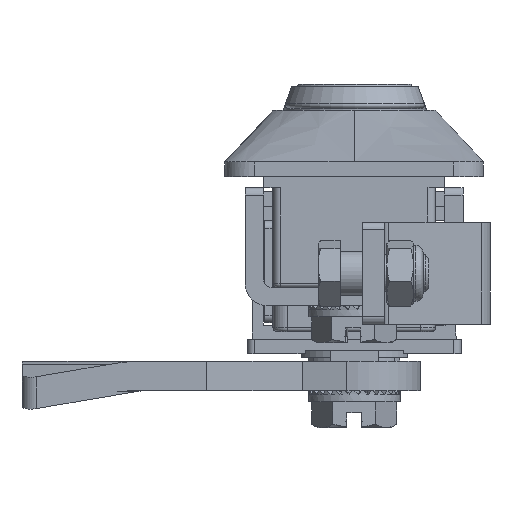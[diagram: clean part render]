
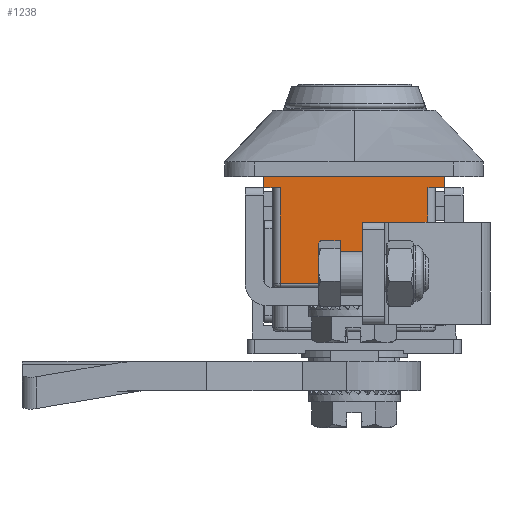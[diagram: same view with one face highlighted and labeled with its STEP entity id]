
A CAD part, left-side view. The second image highlights one B-rep face of the part: STEP entity #1238.
In plain terms, the highlighted planar face has unit normal (-1, 0, 0).
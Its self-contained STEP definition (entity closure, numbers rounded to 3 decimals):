
#1238=ADVANCED_FACE('',(#2920),#2921,.T.);
#2920=FACE_OUTER_BOUND('',#6561,.T.);
#2921=PLANE('',#6562);
#6561=EDGE_LOOP('',(#14109,#14110,#14111,#14112,#14113,#14114,#14115,#14116));
#6562=AXIS2_PLACEMENT_3D('',#14117,#14118,#14119);
#14109=ORIENTED_EDGE('',*,*,#25271,.T.);
#14110=ORIENTED_EDGE('',*,*,#25536,.T.);
#14111=ORIENTED_EDGE('',*,*,#25273,.T.);
#14112=ORIENTED_EDGE('',*,*,#25530,.F.);
#14113=ORIENTED_EDGE('',*,*,#25532,.F.);
#14114=ORIENTED_EDGE('',*,*,#25333,.F.);
#14115=ORIENTED_EDGE('',*,*,#25526,.T.);
#14116=ORIENTED_EDGE('',*,*,#25522,.F.);
#14117=CARTESIAN_POINT('',(-73.75,-11.0,145.625));
#14118=DIRECTION('',(-1.0,0.,0.0));
#14119=DIRECTION('',(0.,-1.0,0.0));
#25271=EDGE_CURVE('',#29294,#29292,#29295,.T.);
#25273=EDGE_CURVE('',#29297,#29298,#29299,.F.);
#25333=EDGE_CURVE('',#29393,#29396,#29397,.T.);
#25522=EDGE_CURVE('',#29294,#29713,#29714,.T.);
#25526=EDGE_CURVE('',#29393,#29713,#29719,.T.);
#25530=EDGE_CURVE('',#29724,#29298,#29726,.T.);
#25532=EDGE_CURVE('',#29396,#29724,#29728,.T.);
#25536=EDGE_CURVE('',#29292,#29297,#29732,.F.);
#29292=VERTEX_POINT('',#35946);
#29294=VERTEX_POINT('',#35948);
#29295=LINE('',#35949,#35950);
#29297=VERTEX_POINT('',#35952);
#29298=VERTEX_POINT('',#35953);
#29299=LINE('',#35954,#35955);
#29393=VERTEX_POINT('',#36286);
#29396=VERTEX_POINT('',#36290);
#29397=LINE('',#36291,#36292);
#29713=VERTEX_POINT('',#37048);
#29714=LINE('',#37049,#37050);
#29719=LINE('',#37058,#37059);
#29724=VERTEX_POINT('',#37066);
#29726=LINE('',#37069,#37070);
#29728=LINE('',#37073,#37074);
#29732=LINE('',#37079,#37080);
#35946=CARTESIAN_POINT('',(-73.75,10.0,-14.5));
#35948=CARTESIAN_POINT('',(-73.75,10.0,-1.5));
#35949=CARTESIAN_POINT('',(-73.75,10.0,145.625));
#35950=VECTOR('',#47777,1.0);
#35952=CARTESIAN_POINT('',(-73.75,-10.0,-14.5));
#35953=CARTESIAN_POINT('',(-73.75,-10.0,-1.5));
#35954=CARTESIAN_POINT('',(-73.75,-10.0,145.625));
#35955=VECTOR('',#47781,1.0);
#36286=CARTESIAN_POINT('',(-73.75,12.25,0.0));
#36290=CARTESIAN_POINT('',(-73.75,-12.25,0.0));
#36291=CARTESIAN_POINT('',(-73.75,13.5,0.0));
#36292=VECTOR('',#47906,1.0);
#37048=CARTESIAN_POINT('',(-73.75,12.25,-1.5));
#37049=CARTESIAN_POINT('',(-73.75,-12.25,-1.5));
#37050=VECTOR('',#48165,1.0);
#37058=CARTESIAN_POINT('',(-73.75,12.25,331.751));
#37059=VECTOR('',#48169,1.0);
#37066=CARTESIAN_POINT('',(-73.75,-12.25,-1.5));
#37069=CARTESIAN_POINT('',(-73.75,-12.25,-1.5));
#37070=VECTOR('',#48173,1.0);
#37073=CARTESIAN_POINT('',(-73.75,-12.25,331.751));
#37074=VECTOR('',#48175,1.0);
#37079=CARTESIAN_POINT('',(-73.75,-11.0,-14.5));
#37080=VECTOR('',#48183,1.0);
#47777=DIRECTION('',(0.0,0.0,-1.0));
#47781=DIRECTION('',(0.0,0.0,-1.0));
#47906=DIRECTION('',(0.,-1.0,0.0));
#48165=DIRECTION('',(0.,1.0,0.0));
#48169=DIRECTION('',(0.0,0.0,-1.0));
#48173=DIRECTION('',(0.,1.0,0.0));
#48175=DIRECTION('',(0.0,0.0,-1.0));
#48183=DIRECTION('',(0.,1.0,0.0));
